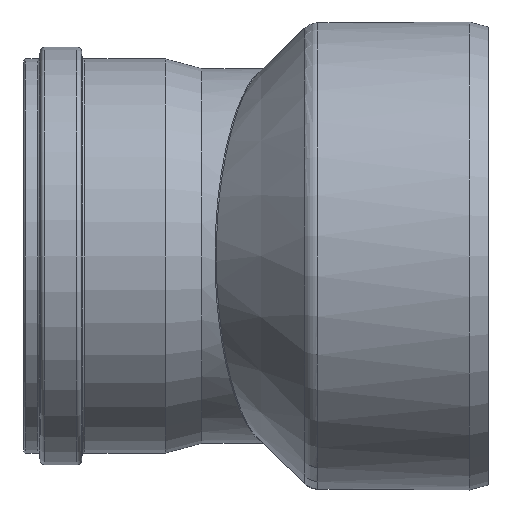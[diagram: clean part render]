
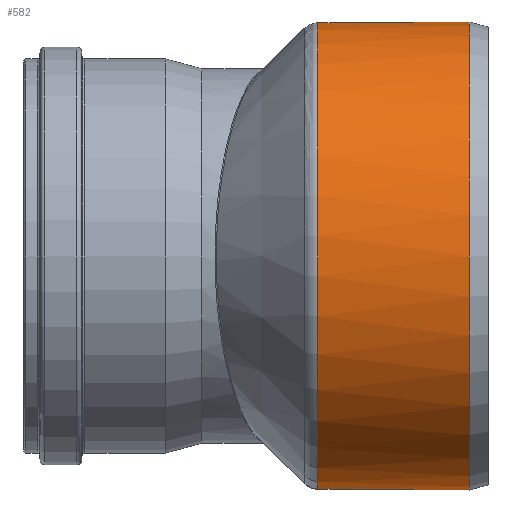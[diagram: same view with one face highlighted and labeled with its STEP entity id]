
A CAD part, left-side view. The second image highlights one B-rep face of the part: STEP entity #582.
In plain terms, the highlighted cylindrical face has radius 250 mm (diameter 500 mm), a full revolution.
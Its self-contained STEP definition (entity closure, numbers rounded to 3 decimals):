
#42=FACE_BOUND('',#193,.T.);
#54=CYLINDRICAL_SURFACE('',#658,250.);
#120=FACE_OUTER_BOUND('',#192,.T.);
#192=EDGE_LOOP('',(#516,#517,#518));
#193=EDGE_LOOP('',(#519));
#208=B_SPLINE_CURVE_WITH_KNOTS('',3,(#1176,#1177,#1178,#1179,#1180,#1181,
#1182,#1183,#1184,#1185,#1186,#1187),.UNSPECIFIED.,.F.,.F.,(4,2,1,1,1,1,
1,1,4),(-0.011,0.,2.003,4.007,5.008,
6.01,7.012,8.013,10.017),
 .UNSPECIFIED.);
#209=B_SPLINE_CURVE_WITH_KNOTS('',3,(#1233,#1234,#1235,#1236,#1237,#1238,
#1239,#1240),.UNSPECIFIED.,.F.,.F.,(4,1,1,2,4),(49.835,53.853,
55.862,59.879,59.89),.UNSPECIFIED.);
#230=CIRCLE('',#595,250.);
#265=CIRCLE('',#659,250.);
#269=VERTEX_POINT('',#849);
#276=VERTEX_POINT('',#1175);
#277=VERTEX_POINT('',#1190);
#315=VERTEX_POINT('',#2014);
#332=EDGE_CURVE('',#269,#276,#208,.T.);
#334=EDGE_CURVE('',#276,#277,#230,.T.);
#336=EDGE_CURVE('',#277,#269,#209,.T.);
#384=EDGE_CURVE('',#315,#315,#265,.T.);
#516=ORIENTED_EDGE('',*,*,#336,.F.);
#517=ORIENTED_EDGE('',*,*,#334,.F.);
#518=ORIENTED_EDGE('',*,*,#332,.F.);
#519=ORIENTED_EDGE('',*,*,#384,.F.);
#582=ADVANCED_FACE('',(#120,#42),#54,.T.);
#595=AXIS2_PLACEMENT_3D('',#1191,#681,#682);
#658=AXIS2_PLACEMENT_3D('',#2013,#807,#808);
#659=AXIS2_PLACEMENT_3D('',#2015,#809,#810);
#681=DIRECTION('center_axis',(0.,1.,0.));
#682=DIRECTION('ref_axis',(-1.,0.,0.));
#807=DIRECTION('center_axis',(0.,-1.,0.));
#808=DIRECTION('ref_axis',(1.,0.,0.));
#809=DIRECTION('center_axis',(0.,-1.,0.));
#810=DIRECTION('ref_axis',(1.,0.,0.));
#849=CARTESIAN_POINT('',(200.175,190.,0.));
#1175=CARTESIAN_POINT('',(176.816,181.794,-105.516));
#1176=CARTESIAN_POINT('Ctrl Pts',(200.175,190.,0.));
#1177=CARTESIAN_POINT('Ctrl Pts',(200.175,189.994,-0.039));
#1178=CARTESIAN_POINT('Ctrl Pts',(200.175,189.989,-0.077));
#1179=CARTESIAN_POINT('Ctrl Pts',(200.172,188.961,-7.289));
#1180=CARTESIAN_POINT('Ctrl Pts',(199.546,187.067,-21.719));
#1181=CARTESIAN_POINT('Ctrl Pts',(197.183,185.149,-39.75));
#1182=CARTESIAN_POINT('Ctrl Pts',(194.347,183.918,-54.034));
#1183=CARTESIAN_POINT('Ctrl Pts',(191.756,183.153,-64.641));
#1184=CARTESIAN_POINT('Ctrl Pts',(188.707,182.551,-75.112));
#1185=CARTESIAN_POINT('Ctrl Pts',(184.052,181.973,-88.848));
#1186=CARTESIAN_POINT('Ctrl Pts',(179.88,181.794,-98.936));
#1187=CARTESIAN_POINT('Ctrl Pts',(176.816,181.794,-105.516));
#1190=CARTESIAN_POINT('',(176.816,181.794,105.516));
#1191=CARTESIAN_POINT('Origin',(-49.825,181.794,0.));
#1233=CARTESIAN_POINT('Ctrl Pts',(176.816,181.794,105.516));
#1234=CARTESIAN_POINT('Ctrl Pts',(182.96,181.794,92.32));
#1235=CARTESIAN_POINT('Ctrl Pts',(190.447,182.514,71.696));
#1236=CARTESIAN_POINT('Ctrl Pts',(198.286,185.335,36.201));
#1237=CARTESIAN_POINT('Ctrl Pts',(200.169,187.931,14.512));
#1238=CARTESIAN_POINT('Ctrl Pts',(200.175,189.989,0.077));
#1239=CARTESIAN_POINT('Ctrl Pts',(200.175,189.994,0.039));
#1240=CARTESIAN_POINT('Ctrl Pts',(200.175,190.,0.));
#2013=CARTESIAN_POINT('Origin',(-49.825,105.,0.));
#2014=CARTESIAN_POINT('',(200.175,20.,0.));
#2015=CARTESIAN_POINT('Origin',(-49.825,20.,0.));
